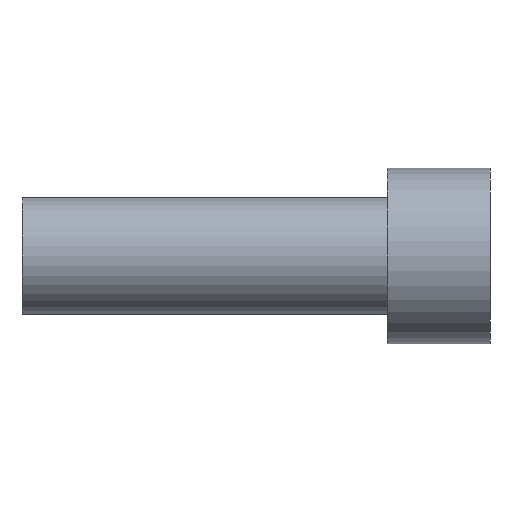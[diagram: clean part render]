
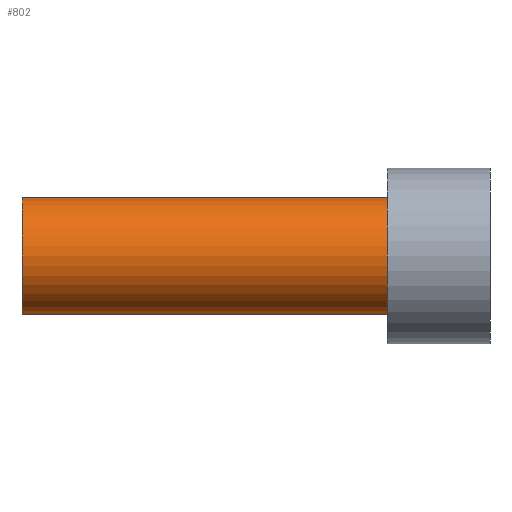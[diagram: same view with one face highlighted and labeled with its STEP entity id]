
A CAD part, left-side view. The second image highlights one B-rep face of the part: STEP entity #802.
In plain terms, the highlighted cylindrical face has radius 3.171 mm (diameter 6.342 mm), a partial arc.
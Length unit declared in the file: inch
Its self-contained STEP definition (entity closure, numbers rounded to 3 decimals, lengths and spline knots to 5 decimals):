
#64 = DIRECTION ( 'NONE',  ( 0., 0., -1. ) ) ;
#80 = DIRECTION ( 'NONE',  ( 0., -1., 0. ) ) ;
#123 = FACE_OUTER_BOUND ( 'NONE', #356, .T. ) ;
#307 = CIRCLE ( 'NONE', #1686, 0.12485 ) ;
#319 = VERTEX_POINT ( 'NONE', #1428 ) ;
#336 = ORIENTED_EDGE ( 'NONE', *, *, #1286, .F. ) ;
#356 = EDGE_LOOP ( 'NONE', ( #336, #619, #542, #715 ) ) ;
#445 = VERTEX_POINT ( 'NONE', #1763 ) ;
#468 = EDGE_CURVE ( 'NONE', #1479, #319, #1910, .T. ) ;
#472 = CARTESIAN_POINT ( 'NONE',  ( 0., 1., -0.12485 ) ) ;
#517 = DIRECTION ( 'NONE',  ( 0., 1., 0. ) ) ;
#542 = ORIENTED_EDGE ( 'NONE', *, *, #673, .T. ) ;
#587 = CARTESIAN_POINT ( 'NONE',  ( 0., 0.22, 0. ) ) ;
#619 = ORIENTED_EDGE ( 'NONE', *, *, #1899, .F. ) ;
#667 = VERTEX_POINT ( 'NONE', #472 ) ;
#673 = EDGE_CURVE ( 'NONE', #667, #1479, #1069, .T. ) ;
#715 = ORIENTED_EDGE ( 'NONE', *, *, #468, .T. ) ;
#734 = DIRECTION ( 'NONE',  ( 0., 0., 1. ) ) ;
#781 = CARTESIAN_POINT ( 'NONE',  ( 0., 1., -0.12485 ) ) ;
#800 = CYLINDRICAL_SURFACE ( 'NONE', #1901, 0.12485 ) ;
#802 = ADVANCED_FACE ( 'NONE', ( #123 ), #800, .T. ) ;
#865 = CARTESIAN_POINT ( 'NONE',  ( 0., 1., 0.12485 ) ) ;
#1011 = DIRECTION ( 'NONE',  ( 0., -1., 0. ) ) ;
#1015 = LINE ( 'NONE', #865, #1856 ) ;
#1069 = LINE ( 'NONE', #781, #1471 ) ;
#1089 = CARTESIAN_POINT ( 'NONE',  ( 0., 1., 0. ) ) ;
#1148 = CARTESIAN_POINT ( 'NONE',  ( 0., 0.22, -0.12485 ) ) ;
#1220 = AXIS2_PLACEMENT_3D ( 'NONE', #587, #1610, #734 ) ;
#1286 = EDGE_CURVE ( 'NONE', #445, #319, #1015, .T. ) ;
#1397 = CARTESIAN_POINT ( 'NONE',  ( 0., 1., 0. ) ) ;
#1428 = CARTESIAN_POINT ( 'NONE',  ( 0., 0.22, 0.12485 ) ) ;
#1471 = VECTOR ( 'NONE', #1812, 39.37008 ) ;
#1479 = VERTEX_POINT ( 'NONE', #1148 ) ;
#1548 = DIRECTION ( 'NONE',  ( 0., 0., 1. ) ) ;
#1610 = DIRECTION ( 'NONE',  ( 0., 1., 0. ) ) ;
#1686 = AXIS2_PLACEMENT_3D ( 'NONE', #1397, #517, #1548 ) ;
#1763 = CARTESIAN_POINT ( 'NONE',  ( 0., 1., 0.12485 ) ) ;
#1812 = DIRECTION ( 'NONE',  ( 0., -1., 0. ) ) ;
#1856 = VECTOR ( 'NONE', #1011, 39.37008 ) ;
#1899 = EDGE_CURVE ( 'NONE', #667, #445, #307, .T. ) ;
#1901 = AXIS2_PLACEMENT_3D ( 'NONE', #1089, #80, #64 ) ;
#1910 = CIRCLE ( 'NONE', #1220, 0.12485 ) ;
